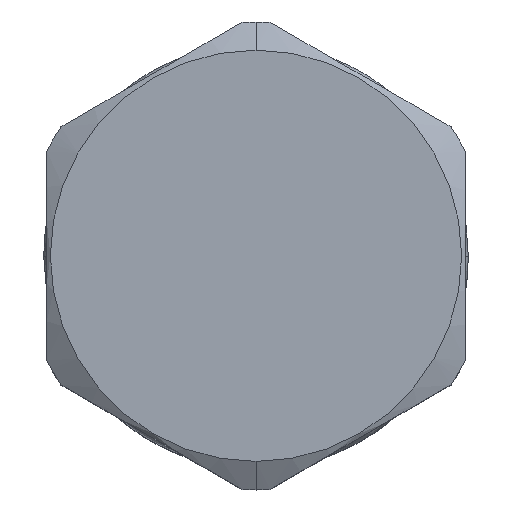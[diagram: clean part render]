
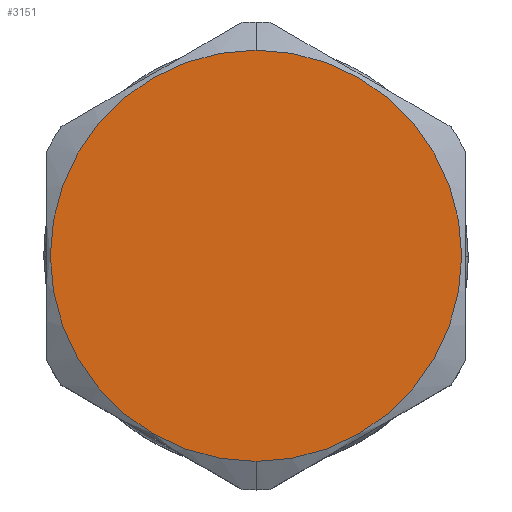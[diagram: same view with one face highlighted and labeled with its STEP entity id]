
A CAD part, top view. The second image highlights one B-rep face of the part: STEP entity #3151.
In plain terms, the highlighted planar face has unit normal (0, 0, 1).
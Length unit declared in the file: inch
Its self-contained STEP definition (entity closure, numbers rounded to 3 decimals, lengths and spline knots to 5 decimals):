
#1284=CARTESIAN_POINT('',(0.,0.,2.563));
#1285=DIRECTION('',(0.,0.,1.));
#1286=DIRECTION('',(0.,-1.,0.));
#1287=AXIS2_PLACEMENT_3D('',#1284,#1285,#1286);
#1289=CARTESIAN_POINT('',(0.,0.,2.563));
#1290=DIRECTION('',(0.,0.,1.));
#1291=DIRECTION('',(0.,1.,0.));
#1292=AXIS2_PLACEMENT_3D('',#1289,#1290,#1291);
#2039=CARTESIAN_POINT('',(0.,-0.43,2.563));
#2040=CARTESIAN_POINT('',(0.,0.43,2.563));
#2041=VERTEX_POINT('',#2039);
#2042=VERTEX_POINT('',#2040);
#3142=CARTESIAN_POINT('',(0.,0.,2.563));
#3143=DIRECTION('',(0.,0.,1.));
#3144=DIRECTION('',(0.,1.,0.));
#3145=AXIS2_PLACEMENT_3D('',#3142,#3143,#3144);
#3146=PLANE('',#3145);
#3147=ORIENTED_EDGE('',*,*,#2975,.F.);
#3148=ORIENTED_EDGE('',*,*,#3133,.F.);
#3149=EDGE_LOOP('',(#3147,#3148));
#3150=FACE_OUTER_BOUND('',#3149,.F.);
#3151=ADVANCED_FACE('',(#3150),#3146,.T.);
#1288=CIRCLE('',#1287,0.43);
#1293=CIRCLE('',#1292,0.43);
#2975=EDGE_CURVE('',#2041,#2042,#1288,.T.);
#3133=EDGE_CURVE('',#2042,#2041,#1293,.T.);
